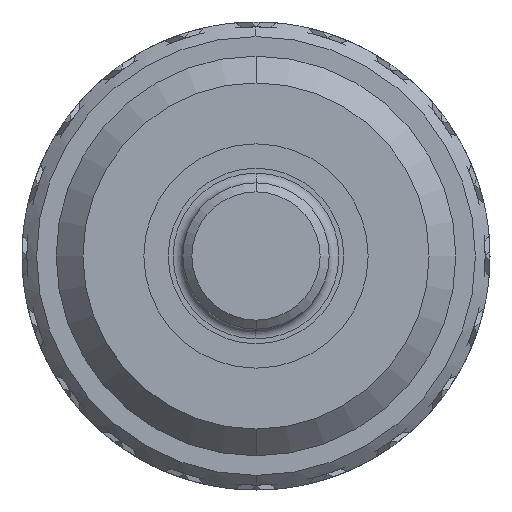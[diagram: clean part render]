
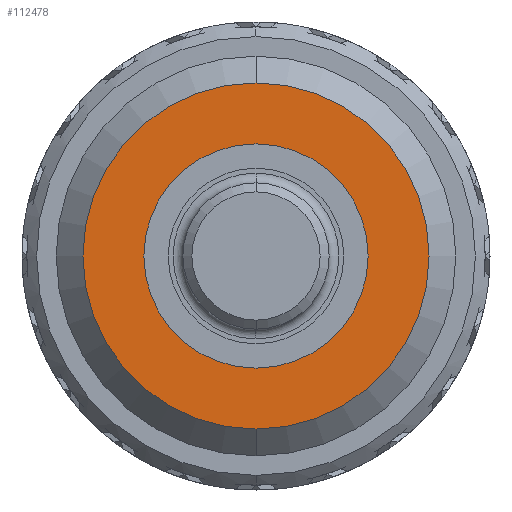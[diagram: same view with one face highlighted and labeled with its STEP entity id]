
A CAD part, front view. The second image highlights one B-rep face of the part: STEP entity #112478.
In plain terms, the highlighted planar face has unit normal (0, -1, 0).
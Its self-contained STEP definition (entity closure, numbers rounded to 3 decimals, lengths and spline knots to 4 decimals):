
#22087=CARTESIAN_POINT('',(0.,-5.4312,0.));
#22088=DIRECTION('',(0.,-1.,0.));
#22089=DIRECTION('',(0.,0.,-1.));
#22090=AXIS2_PLACEMENT_3D('',#22087,#22088,#22089);
#22096=CARTESIAN_POINT('',(0.,-5.4312,0.));
#22097=DIRECTION('',(0.,1.,0.));
#22098=DIRECTION('',(0.,0.,-1.));
#22099=AXIS2_PLACEMENT_3D('',#22096,#22097,#22098);
#22121=CARTESIAN_POINT('',(0.,-5.4312,0.));
#22122=DIRECTION('',(0.,1.,0.));
#22123=DIRECTION('',(0.,0.,-1.));
#22124=AXIS2_PLACEMENT_3D('',#22121,#22122,#22123);
#22126=CARTESIAN_POINT('',(0.,-5.4312,0.));
#22127=DIRECTION('',(0.,1.,0.));
#22128=DIRECTION('',(0.,0.,1.));
#22129=AXIS2_PLACEMENT_3D('',#22126,#22127,#22128);
#22319=CARTESIAN_POINT('',(0.,-5.4312,-3.55));
#22321=VERTEX_POINT('',#22319);
#22333=CARTESIAN_POINT('',(0.,-5.4312,3.55));
#22335=VERTEX_POINT('',#22333);
#22371=CARTESIAN_POINT('',(0.,-5.4312,-2.3));
#22372=CARTESIAN_POINT('',(0.,-5.4312,2.3));
#22373=VERTEX_POINT('',#22371);
#22374=VERTEX_POINT('',#22372);
#112463=CARTESIAN_POINT('',(0.,-5.4312,0.));
#112464=DIRECTION('',(0.,1.,0.));
#112465=DIRECTION('',(0.,0.,-1.));
#112466=AXIS2_PLACEMENT_3D('',#112463,#112464,#112465);
#112467=PLANE('',#112466);
#112468=ORIENTED_EDGE('',*,*,#112442,.F.);
#112469=ORIENTED_EDGE('',*,*,#112458,.T.);
#112470=EDGE_LOOP('',(#112468,#112469));
#112471=FACE_OUTER_BOUND('',#112470,.F.);
#112473=ORIENTED_EDGE('',*,*,#112472,.F.);
#112475=ORIENTED_EDGE('',*,*,#112474,.F.);
#112476=EDGE_LOOP('',(#112473,#112475));
#112477=FACE_BOUND('',#112476,.F.);
#22091=CIRCLE('',#22090,3.55);
#22100=CIRCLE('',#22099,3.55);
#22125=CIRCLE('',#22124,2.3);
#22130=CIRCLE('',#22129,2.3);
#112442=EDGE_CURVE('',#22321,#22335,#22091,.T.);
#112458=EDGE_CURVE('',#22321,#22335,#22100,.T.);
#112472=EDGE_CURVE('',#22373,#22374,#22125,.T.);
#112474=EDGE_CURVE('',#22374,#22373,#22130,.T.);
#112478=ADVANCED_FACE('',(#112471,#112477),#112467,.F.);
